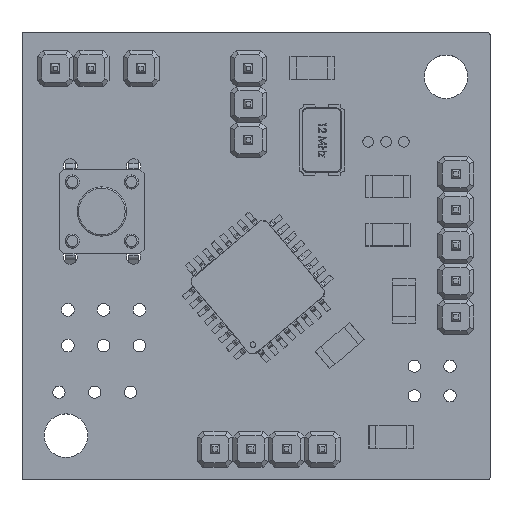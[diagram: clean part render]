
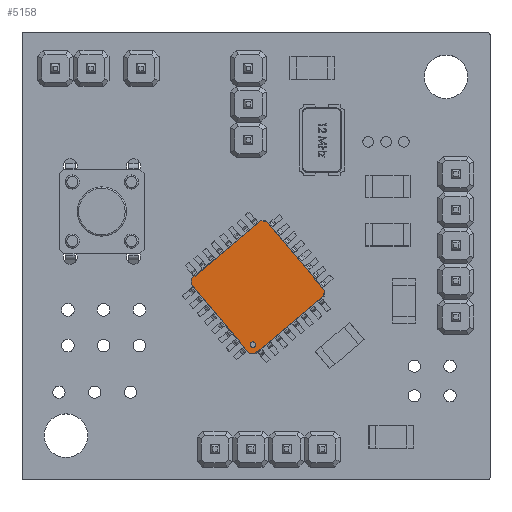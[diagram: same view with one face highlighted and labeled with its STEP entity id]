
A CAD part, top view. The second image highlights one B-rep face of the part: STEP entity #5158.
In plain terms, the highlighted planar face has unit normal (0, 0, 1).
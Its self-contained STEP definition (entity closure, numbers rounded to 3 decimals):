
#5037 = VERTEX_POINT('',#5038);
#5038 = CARTESIAN_POINT('',(2.7,-2.9,1.6));
#5056 = VERTEX_POINT('',#5057);
#5057 = CARTESIAN_POINT('',(3.1,-2.9,1.6));
#5063 = EDGE_CURVE('',#5056,#5037,#5064,.T.);
#5064 = CIRCLE('',#5065,0.2);
#5065 = AXIS2_PLACEMENT_3D('',#5066,#5067,#5068);
#5066 = CARTESIAN_POINT('',(2.9,-2.9,1.6));
#5067 = DIRECTION('',(0.,0.,-1.));
#5068 = DIRECTION('',(-1.,0.,0.));
#5158 = ADVANCED_FACE('',(#5159,#5225),#5235,.T.);
#5159 = FACE_BOUND('',#5160,.T.);
#5160 = EDGE_LOOP('',(#5161,#5171,#5179,#5187,#5195,#5203,#5211,#5219));
#5161 = ORIENTED_EDGE('',*,*,#5162,.T.);
#5162 = EDGE_CURVE('',#5163,#5165,#5167,.T.);
#5163 = VERTEX_POINT('',#5164);
#5164 = CARTESIAN_POINT('',(-3.192,3.48,1.6));
#5165 = VERTEX_POINT('',#5166);
#5166 = CARTESIAN_POINT('',(-3.48,3.192,1.6));
#5167 = LINE('',#5168,#5169);
#5168 = CARTESIAN_POINT('',(-3.192,3.48,1.6));
#5169 = VECTOR('',#5170,1.);
#5170 = DIRECTION('',(-0.707,-0.707,0.));
#5171 = ORIENTED_EDGE('',*,*,#5172,.T.);
#5172 = EDGE_CURVE('',#5165,#5173,#5175,.T.);
#5173 = VERTEX_POINT('',#5174);
#5174 = CARTESIAN_POINT('',(-3.48,-3.192,1.6));
#5175 = LINE('',#5176,#5177);
#5176 = CARTESIAN_POINT('',(-3.48,0.,1.6));
#5177 = VECTOR('',#5178,1.);
#5178 = DIRECTION('',(0.,-1.,0.));
#5179 = ORIENTED_EDGE('',*,*,#5180,.T.);
#5180 = EDGE_CURVE('',#5173,#5181,#5183,.T.);
#5181 = VERTEX_POINT('',#5182);
#5182 = CARTESIAN_POINT('',(-3.192,-3.48,1.6));
#5183 = LINE('',#5184,#5185);
#5184 = CARTESIAN_POINT('',(-3.48,-3.192,1.6));
#5185 = VECTOR('',#5186,1.);
#5186 = DIRECTION('',(0.707,-0.707,0.));
#5187 = ORIENTED_EDGE('',*,*,#5188,.T.);
#5188 = EDGE_CURVE('',#5181,#5189,#5191,.T.);
#5189 = VERTEX_POINT('',#5190);
#5190 = CARTESIAN_POINT('',(3.192,-3.48,1.6));
#5191 = LINE('',#5192,#5193);
#5192 = CARTESIAN_POINT('',(0.,-3.48,1.6));
#5193 = VECTOR('',#5194,1.);
#5194 = DIRECTION('',(1.,0.,0.));
#5195 = ORIENTED_EDGE('',*,*,#5196,.T.);
#5196 = EDGE_CURVE('',#5189,#5197,#5199,.T.);
#5197 = VERTEX_POINT('',#5198);
#5198 = CARTESIAN_POINT('',(3.48,-3.192,1.6));
#5199 = LINE('',#5200,#5201);
#5200 = CARTESIAN_POINT('',(3.192,-3.48,1.6));
#5201 = VECTOR('',#5202,1.);
#5202 = DIRECTION('',(0.707,0.707,0.));
#5203 = ORIENTED_EDGE('',*,*,#5204,.T.);
#5204 = EDGE_CURVE('',#5197,#5205,#5207,.T.);
#5205 = VERTEX_POINT('',#5206);
#5206 = CARTESIAN_POINT('',(3.48,3.192,1.6));
#5207 = LINE('',#5208,#5209);
#5208 = CARTESIAN_POINT('',(3.48,0.,1.6));
#5209 = VECTOR('',#5210,1.);
#5210 = DIRECTION('',(0.,1.,0.));
#5211 = ORIENTED_EDGE('',*,*,#5212,.T.);
#5212 = EDGE_CURVE('',#5205,#5213,#5215,.T.);
#5213 = VERTEX_POINT('',#5214);
#5214 = CARTESIAN_POINT('',(3.192,3.48,1.6));
#5215 = LINE('',#5216,#5217);
#5216 = CARTESIAN_POINT('',(3.48,3.192,1.6));
#5217 = VECTOR('',#5218,1.);
#5218 = DIRECTION('',(-0.707,0.707,0.));
#5219 = ORIENTED_EDGE('',*,*,#5220,.T.);
#5220 = EDGE_CURVE('',#5213,#5163,#5221,.T.);
#5221 = LINE('',#5222,#5223);
#5222 = CARTESIAN_POINT('',(0.,3.48,1.6));
#5223 = VECTOR('',#5224,1.);
#5224 = DIRECTION('',(-1.,0.,0.));
#5225 = FACE_BOUND('',#5226,.T.);
#5226 = EDGE_LOOP('',(#5227,#5234));
#5227 = ORIENTED_EDGE('',*,*,#5228,.T.);
#5228 = EDGE_CURVE('',#5037,#5056,#5229,.T.);
#5229 = CIRCLE('',#5230,0.2);
#5230 = AXIS2_PLACEMENT_3D('',#5231,#5232,#5233);
#5231 = CARTESIAN_POINT('',(2.9,-2.9,1.6));
#5232 = DIRECTION('',(0.,0.,-1.));
#5233 = DIRECTION('',(-1.,0.,0.));
#5234 = ORIENTED_EDGE('',*,*,#5063,.T.);
#5235 = PLANE('',#5236);
#5236 = AXIS2_PLACEMENT_3D('',#5237,#5238,#5239);
#5237 = CARTESIAN_POINT('',(0.,0.,1.6));
#5238 = DIRECTION('',(0.,0.,1.));
#5239 = DIRECTION('',(1.,0.,0.));
